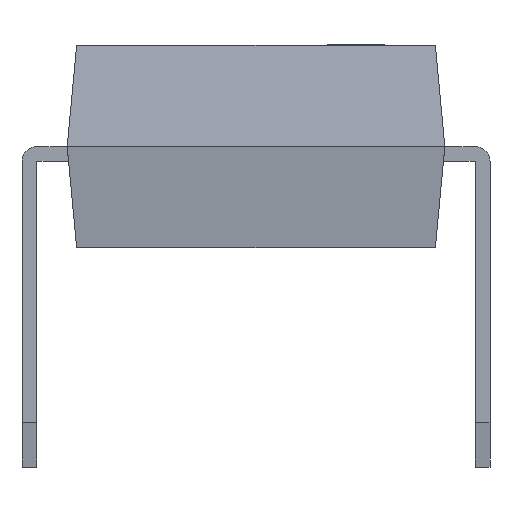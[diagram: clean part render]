
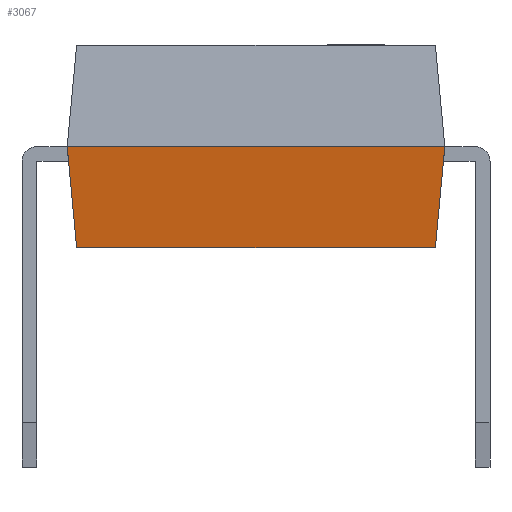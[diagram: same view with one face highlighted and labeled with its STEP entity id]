
A CAD part, front view. The second image highlights one B-rep face of the part: STEP entity #3067.
In plain terms, the highlighted free-form (B-spline) face has degree [1, 1] with [2, 2] control points.
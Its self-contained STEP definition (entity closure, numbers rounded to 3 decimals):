
#760 = VERTEX_POINT('',#761);
#761 = CARTESIAN_POINT('',(3.175,-4.795,2.21));
#782 = EDGE_CURVE('',#783,#760,#785,.T.);
#783 = VERTEX_POINT('',#784);
#784 = CARTESIAN_POINT('',(-3.175,-4.795,2.21));
#785 = LINE('',#786,#787);
#786 = CARTESIAN_POINT('',(-3.175,-4.795,2.21));
#787 = VECTOR('',#788,1.);
#788 = DIRECTION('',(1.,0.,0.));
#2814 = EDGE_CURVE('',#760,#2815,#2817,.T.);
#2815 = VERTEX_POINT('',#2816);
#2816 = CARTESIAN_POINT('',(3.016,-4.555,0.51));
#2817 = B_SPLINE_CURVE_WITH_KNOTS('',1,(#2818,#2819),.UNSPECIFIED.,.F.,
  .F.,(2,2),(0.,1.),.PIECEWISE_BEZIER_KNOTS.);
#2818 = CARTESIAN_POINT('',(3.175,-4.795,2.21));
#2819 = CARTESIAN_POINT('',(3.016,-4.555,0.51));
#3067 = ADVANCED_FACE('',(#3068),#3085,.F.);
#3068 = FACE_BOUND('',#3069,.F.);
#3069 = EDGE_LOOP('',(#3070,#3071,#3072,#3080));
#3070 = ORIENTED_EDGE('',*,*,#782,.T.);
#3071 = ORIENTED_EDGE('',*,*,#2814,.T.);
#3072 = ORIENTED_EDGE('',*,*,#3073,.F.);
#3073 = EDGE_CURVE('',#3074,#2815,#3076,.T.);
#3074 = VERTEX_POINT('',#3075);
#3075 = CARTESIAN_POINT('',(-3.016,-4.555,0.51));
#3076 = LINE('',#3077,#3078);
#3077 = CARTESIAN_POINT('',(-3.016,-4.555,0.51));
#3078 = VECTOR('',#3079,1.);
#3079 = DIRECTION('',(1.,0.,0.));
#3080 = ORIENTED_EDGE('',*,*,#3081,.F.);
#3081 = EDGE_CURVE('',#783,#3074,#3082,.T.);
#3082 = B_SPLINE_CURVE_WITH_KNOTS('',1,(#3083,#3084),.UNSPECIFIED.,.F.,
  .F.,(2,2),(0.,1.),.PIECEWISE_BEZIER_KNOTS.);
#3083 = CARTESIAN_POINT('',(-3.175,-4.795,2.21));
#3084 = CARTESIAN_POINT('',(-3.016,-4.555,0.51));
#3085 = B_SPLINE_SURFACE_WITH_KNOTS('',1,1,(
    (#3086,#3087)
    ,(#3088,#3089
    )),.UNSPECIFIED.,.F.,.F.,.F.,(2,2),(2,2),(0.,6.35),(0.,1.),
  .PIECEWISE_BEZIER_KNOTS.);
#3086 = CARTESIAN_POINT('',(-3.175,-4.795,2.21));
#3087 = CARTESIAN_POINT('',(-3.016,-4.555,0.51));
#3088 = CARTESIAN_POINT('',(3.175,-4.795,2.21));
#3089 = CARTESIAN_POINT('',(3.016,-4.555,0.51));
